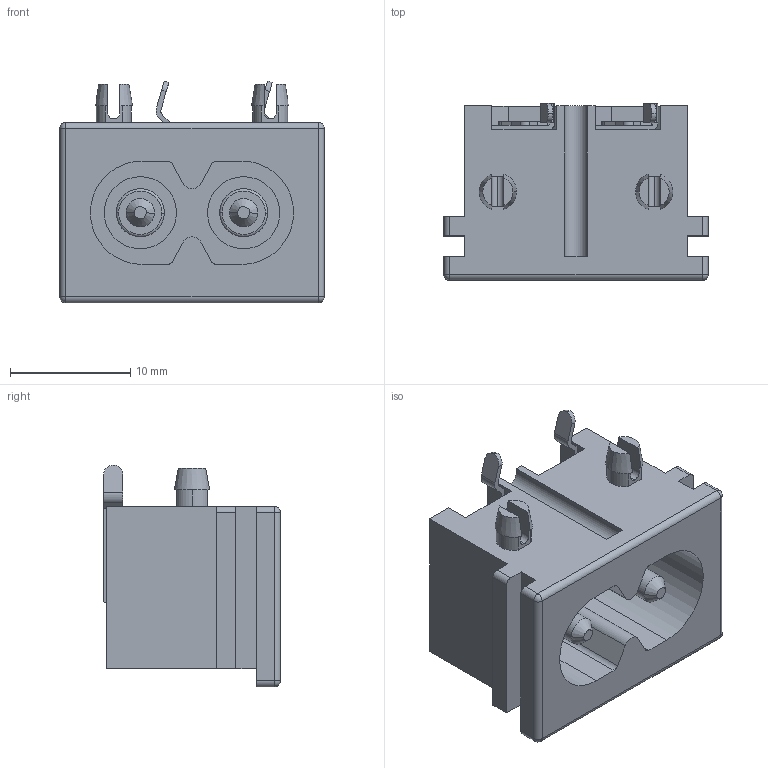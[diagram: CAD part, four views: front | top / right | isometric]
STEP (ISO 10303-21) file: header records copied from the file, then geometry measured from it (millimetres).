
FILE_DESCRIPTION (( 'STEP AP214' ), '1' );
FILE_NAME ('770W.STEP', '2016-03-10T00:28:46', ( '' ), ( '' ), 'SwSTEP 2.0', 'SolidWorks 2010', '' );
FILE_SCHEMA (( 'AUTOMOTIVE_DESIGN' ));
Length unit declared in the file: millimetre
Products named in the file (4): RF180H; RF180-002JA_Default; RF180-008; 770W
Assembly tree (5 placements, depth 2):
  770W
    RF180-002JA_Default  x2
    RF180H
    RF180-008  x2
Bounding box: 22 x 14.7 x 18.45 mm (x, y, z)
Volume: 2499.1 mm3; surface area: 2952.2 mm2
Topology: 5 solids, 5 shells, 241 faces, 617 edges, 402 vertices
Faces by surface type: plane 127, cylinder 96, cone 10, torus 4, sphere 4
Entity records: 5733 total; most frequent: CARTESIAN_POINT 996, DIRECTION 996, ORIENTED_EDGE 934, EDGE_CURVE 467, AXIS2_PLACEMENT_3D 350, VERTEX_POINT 306, LINE 296, VECTOR 296
